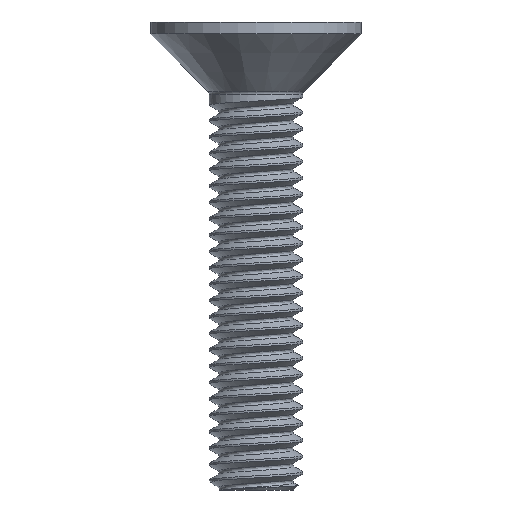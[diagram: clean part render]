
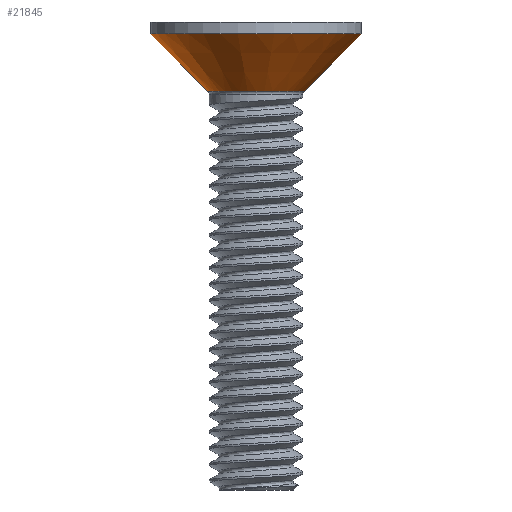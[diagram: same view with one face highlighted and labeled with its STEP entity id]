
A CAD part, front view. The second image highlights one B-rep face of the part: STEP entity #21845.
In plain terms, the highlighted conical face has half-angle 45 degrees and reference radius 2.059 mm.
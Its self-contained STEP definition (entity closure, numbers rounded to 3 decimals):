
#21150 = SURFACE_OF_REVOLUTION('',#21151,#21156);
#21151 = CIRCLE('',#21152,0.2);
#21152 = AXIS2_PLACEMENT_3D('',#21153,#21154,#21155);
#21153 = CARTESIAN_POINT('',(2.2,0.,-3.093));
#21154 = DIRECTION('',(0.,1.,0.));
#21155 = DIRECTION('',(-1.,0.,0.));
#21156 = AXIS1_PLACEMENT('',#21157,#21158);
#21157 = CARTESIAN_POINT('',(0.,0.,0.));
#21158 = DIRECTION('',(0.,0.,1.));
#21795 = VERTEX_POINT('',#21796);
#21796 = CARTESIAN_POINT('',(2.059,0.,-2.951));
#21818 = EDGE_CURVE('',#21795,#21795,#21819,.T.);
#21819 = SURFACE_CURVE('',#21820,(#21825,#21832),.PCURVE_S1.);
#21820 = CIRCLE('',#21821,2.059);
#21821 = AXIS2_PLACEMENT_3D('',#21822,#21823,#21824);
#21822 = CARTESIAN_POINT('',(0.,0.,-2.951));
#21823 = DIRECTION('',(0.,0.,1.));
#21824 = DIRECTION('',(1.,0.,-0.));
#21825 = PCURVE('',#21150,#21826);
#21826 = DEFINITIONAL_REPRESENTATION('',(#21827),#21831);
#21827 = LINE('',#21828,#21829);
#21828 = CARTESIAN_POINT('',(0.,0.785));
#21829 = VECTOR('',#21830,1.);
#21830 = DIRECTION('',(1.,0.));
#21831 = ( GEOMETRIC_REPRESENTATION_CONTEXT(2) 
PARAMETRIC_REPRESENTATION_CONTEXT() REPRESENTATION_CONTEXT('2D SPACE',''
  ) );
#21832 = PCURVE('',#21833,#21838);
#21833 = CONICAL_SURFACE('',#21834,2.059,0.785);
#21834 = AXIS2_PLACEMENT_3D('',#21835,#21836,#21837);
#21835 = CARTESIAN_POINT('',(0.,0.,-2.951));
#21836 = DIRECTION('',(0.,0.,1.));
#21837 = DIRECTION('',(1.,0.,-0.));
#21838 = DEFINITIONAL_REPRESENTATION('',(#21839),#21843);
#21839 = LINE('',#21840,#21841);
#21840 = CARTESIAN_POINT('',(0.,0.));
#21841 = VECTOR('',#21842,1.);
#21842 = DIRECTION('',(1.,0.));
#21843 = ( GEOMETRIC_REPRESENTATION_CONTEXT(2) 
PARAMETRIC_REPRESENTATION_CONTEXT() REPRESENTATION_CONTEXT('2D SPACE',''
  ) );
#21845 = ADVANCED_FACE('',(#21846),#21833,.T.);
#21846 = FACE_BOUND('',#21847,.T.);
#21847 = EDGE_LOOP('',(#21848,#21849,#21872,#21899));
#21848 = ORIENTED_EDGE('',*,*,#21818,.T.);
#21849 = ORIENTED_EDGE('',*,*,#21850,.T.);
#21850 = EDGE_CURVE('',#21795,#21851,#21853,.T.);
#21851 = VERTEX_POINT('',#21852);
#21852 = CARTESIAN_POINT('',(4.5,0.,-0.51));
#21853 = SEAM_CURVE('',#21854,(#21858,#21865),.PCURVE_S1.);
#21854 = LINE('',#21855,#21856);
#21855 = CARTESIAN_POINT('',(2.059,0.,-2.951));
#21856 = VECTOR('',#21857,1.);
#21857 = DIRECTION('',(0.707,0.,0.707));
#21858 = PCURVE('',#21833,#21859);
#21859 = DEFINITIONAL_REPRESENTATION('',(#21860),#21864);
#21860 = LINE('',#21861,#21862);
#21861 = CARTESIAN_POINT('',(0.,0.));
#21862 = VECTOR('',#21863,1.);
#21863 = DIRECTION('',(0.,1.));
#21864 = ( GEOMETRIC_REPRESENTATION_CONTEXT(2) 
PARAMETRIC_REPRESENTATION_CONTEXT() REPRESENTATION_CONTEXT('2D SPACE',''
  ) );
#21865 = PCURVE('',#21833,#21866);
#21866 = DEFINITIONAL_REPRESENTATION('',(#21867),#21871);
#21867 = LINE('',#21868,#21869);
#21868 = CARTESIAN_POINT('',(6.283,0.));
#21869 = VECTOR('',#21870,1.);
#21870 = DIRECTION('',(0.,1.));
#21871 = ( GEOMETRIC_REPRESENTATION_CONTEXT(2) 
PARAMETRIC_REPRESENTATION_CONTEXT() REPRESENTATION_CONTEXT('2D SPACE',''
  ) );
#21872 = ORIENTED_EDGE('',*,*,#21873,.F.);
#21873 = EDGE_CURVE('',#21851,#21851,#21874,.T.);
#21874 = SURFACE_CURVE('',#21875,(#21880,#21887),.PCURVE_S1.);
#21875 = CIRCLE('',#21876,4.5);
#21876 = AXIS2_PLACEMENT_3D('',#21877,#21878,#21879);
#21877 = CARTESIAN_POINT('',(0.,0.,-0.51));
#21878 = DIRECTION('',(0.,0.,1.));
#21879 = DIRECTION('',(1.,0.,-0.));
#21880 = PCURVE('',#21833,#21881);
#21881 = DEFINITIONAL_REPRESENTATION('',(#21882),#21886);
#21882 = LINE('',#21883,#21884);
#21883 = CARTESIAN_POINT('',(0.,2.441));
#21884 = VECTOR('',#21885,1.);
#21885 = DIRECTION('',(1.,0.));
#21886 = ( GEOMETRIC_REPRESENTATION_CONTEXT(2) 
PARAMETRIC_REPRESENTATION_CONTEXT() REPRESENTATION_CONTEXT('2D SPACE',''
  ) );
#21887 = PCURVE('',#21888,#21893);
#21888 = CYLINDRICAL_SURFACE('',#21889,4.5);
#21889 = AXIS2_PLACEMENT_3D('',#21890,#21891,#21892);
#21890 = CARTESIAN_POINT('',(0.,0.,-0.51));
#21891 = DIRECTION('',(0.,0.,1.));
#21892 = DIRECTION('',(1.,0.,-0.));
#21893 = DEFINITIONAL_REPRESENTATION('',(#21894),#21898);
#21894 = LINE('',#21895,#21896);
#21895 = CARTESIAN_POINT('',(0.,0.));
#21896 = VECTOR('',#21897,1.);
#21897 = DIRECTION('',(1.,0.));
#21898 = ( GEOMETRIC_REPRESENTATION_CONTEXT(2) 
PARAMETRIC_REPRESENTATION_CONTEXT() REPRESENTATION_CONTEXT('2D SPACE',''
  ) );
#21899 = ORIENTED_EDGE('',*,*,#21850,.F.);
